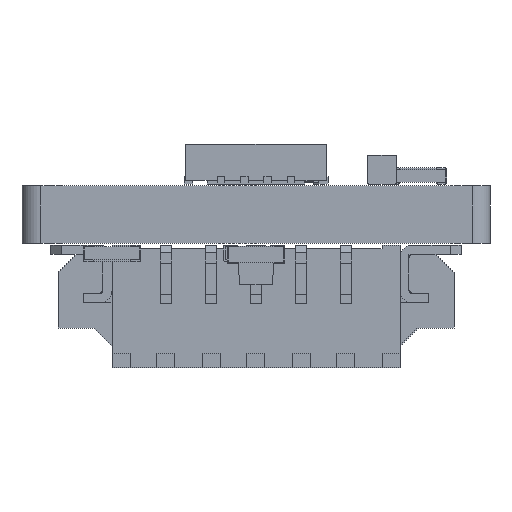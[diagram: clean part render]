
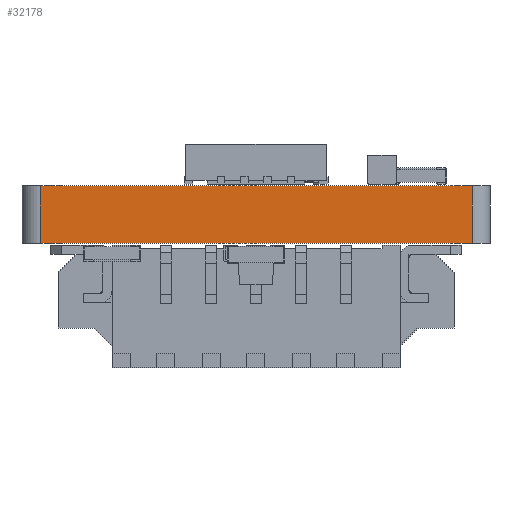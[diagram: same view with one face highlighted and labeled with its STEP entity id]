
A CAD part, front view. The second image highlights one B-rep face of the part: STEP entity #32178.
In plain terms, the highlighted planar face has unit normal (0, -1, 0).
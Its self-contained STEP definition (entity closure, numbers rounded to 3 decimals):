
#31310 = PLANE('',#31311);
#31311 = AXIS2_PLACEMENT_3D('',#31312,#31313,#31314);
#31312 = CARTESIAN_POINT('',(36.5,-35.5,1.6));
#31313 = DIRECTION('',(0.,0.,1.));
#31314 = DIRECTION('',(1.,0.,-0.));
#31364 = PLANE('',#31365);
#31365 = AXIS2_PLACEMENT_3D('',#31366,#31367,#31368);
#31366 = CARTESIAN_POINT('',(36.5,-35.5,0.));
#31367 = DIRECTION('',(0.,0.,1.));
#31368 = DIRECTION('',(1.,0.,-0.));
#31671 = VERTEX_POINT('',#31672);
#31672 = CARTESIAN_POINT('',(30.5,-41.,0.));
#31687 = CYLINDRICAL_SURFACE('',#31688,0.5);
#31688 = AXIS2_PLACEMENT_3D('',#31689,#31690,#31691);
#31689 = CARTESIAN_POINT('',(30.5,-40.5,0.));
#31690 = DIRECTION('',(-0.,-0.,-1.));
#31691 = DIRECTION('',(1.,0.,-0.));
#31699 = EDGE_CURVE('',#31671,#31700,#31702,.T.);
#31700 = VERTEX_POINT('',#31701);
#31701 = CARTESIAN_POINT('',(42.5,-41.,0.));
#31702 = SURFACE_CURVE('',#31703,(#31707,#31714),.PCURVE_S1.);
#31703 = LINE('',#31704,#31705);
#31704 = CARTESIAN_POINT('',(30.5,-41.,0.));
#31705 = VECTOR('',#31706,1.);
#31706 = DIRECTION('',(1.,0.,0.));
#31707 = PCURVE('',#31364,#31708);
#31708 = DEFINITIONAL_REPRESENTATION('',(#31709),#31713);
#31709 = LINE('',#31710,#31711);
#31710 = CARTESIAN_POINT('',(-6.,-5.5));
#31711 = VECTOR('',#31712,1.);
#31712 = DIRECTION('',(1.,0.));
#31713 = ( GEOMETRIC_REPRESENTATION_CONTEXT(2) 
PARAMETRIC_REPRESENTATION_CONTEXT() REPRESENTATION_CONTEXT('2D SPACE',''
  ) );
#31714 = PCURVE('',#31715,#31720);
#31715 = PLANE('',#31716);
#31716 = AXIS2_PLACEMENT_3D('',#31717,#31718,#31719);
#31717 = CARTESIAN_POINT('',(30.5,-41.,0.));
#31718 = DIRECTION('',(0.,1.,0.));
#31719 = DIRECTION('',(1.,0.,0.));
#31720 = DEFINITIONAL_REPRESENTATION('',(#31721),#31725);
#31721 = LINE('',#31722,#31723);
#31722 = CARTESIAN_POINT('',(0.,0.));
#31723 = VECTOR('',#31724,1.);
#31724 = DIRECTION('',(1.,0.));
#31725 = ( GEOMETRIC_REPRESENTATION_CONTEXT(2) 
PARAMETRIC_REPRESENTATION_CONTEXT() REPRESENTATION_CONTEXT('2D SPACE',''
  ) );
#31744 = CYLINDRICAL_SURFACE('',#31745,0.5);
#31745 = AXIS2_PLACEMENT_3D('',#31746,#31747,#31748);
#31746 = CARTESIAN_POINT('',(42.5,-40.5,0.));
#31747 = DIRECTION('',(-0.,-0.,-1.));
#31748 = DIRECTION('',(1.,0.,-0.));
#31935 = VERTEX_POINT('',#31936);
#31936 = CARTESIAN_POINT('',(30.5,-41.,1.6));
#31958 = EDGE_CURVE('',#31935,#31959,#31961,.T.);
#31959 = VERTEX_POINT('',#31960);
#31960 = CARTESIAN_POINT('',(42.5,-41.,1.6));
#31961 = SURFACE_CURVE('',#31962,(#31966,#31973),.PCURVE_S1.);
#31962 = LINE('',#31963,#31964);
#31963 = CARTESIAN_POINT('',(30.5,-41.,1.6));
#31964 = VECTOR('',#31965,1.);
#31965 = DIRECTION('',(1.,0.,0.));
#31966 = PCURVE('',#31310,#31967);
#31967 = DEFINITIONAL_REPRESENTATION('',(#31968),#31972);
#31968 = LINE('',#31969,#31970);
#31969 = CARTESIAN_POINT('',(-6.,-5.5));
#31970 = VECTOR('',#31971,1.);
#31971 = DIRECTION('',(1.,0.));
#31972 = ( GEOMETRIC_REPRESENTATION_CONTEXT(2) 
PARAMETRIC_REPRESENTATION_CONTEXT() REPRESENTATION_CONTEXT('2D SPACE',''
  ) );
#31973 = PCURVE('',#31715,#31974);
#31974 = DEFINITIONAL_REPRESENTATION('',(#31975),#31979);
#31975 = LINE('',#31976,#31977);
#31976 = CARTESIAN_POINT('',(0.,-1.6));
#31977 = VECTOR('',#31978,1.);
#31978 = DIRECTION('',(1.,0.));
#31979 = ( GEOMETRIC_REPRESENTATION_CONTEXT(2) 
PARAMETRIC_REPRESENTATION_CONTEXT() REPRESENTATION_CONTEXT('2D SPACE',''
  ) );
#32155 = EDGE_CURVE('',#31700,#31959,#32156,.T.);
#32156 = SURFACE_CURVE('',#32157,(#32161,#32168),.PCURVE_S1.);
#32157 = LINE('',#32158,#32159);
#32158 = CARTESIAN_POINT('',(42.5,-41.,0.));
#32159 = VECTOR('',#32160,1.);
#32160 = DIRECTION('',(0.,0.,1.));
#32161 = PCURVE('',#31744,#32162);
#32162 = DEFINITIONAL_REPRESENTATION('',(#32163),#32167);
#32163 = LINE('',#32164,#32165);
#32164 = CARTESIAN_POINT('',(-4.712,0.));
#32165 = VECTOR('',#32166,1.);
#32166 = DIRECTION('',(-0.,-1.));
#32167 = ( GEOMETRIC_REPRESENTATION_CONTEXT(2) 
PARAMETRIC_REPRESENTATION_CONTEXT() REPRESENTATION_CONTEXT('2D SPACE',''
  ) );
#32168 = PCURVE('',#31715,#32169);
#32169 = DEFINITIONAL_REPRESENTATION('',(#32170),#32174);
#32170 = LINE('',#32171,#32172);
#32171 = CARTESIAN_POINT('',(12.,0.));
#32172 = VECTOR('',#32173,1.);
#32173 = DIRECTION('',(0.,-1.));
#32174 = ( GEOMETRIC_REPRESENTATION_CONTEXT(2) 
PARAMETRIC_REPRESENTATION_CONTEXT() REPRESENTATION_CONTEXT('2D SPACE',''
  ) );
#32178 = ADVANCED_FACE('',(#32179),#31715,.F.);
#32179 = FACE_BOUND('',#32180,.F.);
#32180 = EDGE_LOOP('',(#32181,#32202,#32203,#32204));
#32181 = ORIENTED_EDGE('',*,*,#32182,.T.);
#32182 = EDGE_CURVE('',#31671,#31935,#32183,.T.);
#32183 = SURFACE_CURVE('',#32184,(#32188,#32195),.PCURVE_S1.);
#32184 = LINE('',#32185,#32186);
#32185 = CARTESIAN_POINT('',(30.5,-41.,0.));
#32186 = VECTOR('',#32187,1.);
#32187 = DIRECTION('',(0.,0.,1.));
#32188 = PCURVE('',#31715,#32189);
#32189 = DEFINITIONAL_REPRESENTATION('',(#32190),#32194);
#32190 = LINE('',#32191,#32192);
#32191 = CARTESIAN_POINT('',(0.,0.));
#32192 = VECTOR('',#32193,1.);
#32193 = DIRECTION('',(0.,-1.));
#32194 = ( GEOMETRIC_REPRESENTATION_CONTEXT(2) 
PARAMETRIC_REPRESENTATION_CONTEXT() REPRESENTATION_CONTEXT('2D SPACE',''
  ) );
#32195 = PCURVE('',#31687,#32196);
#32196 = DEFINITIONAL_REPRESENTATION('',(#32197),#32201);
#32197 = LINE('',#32198,#32199);
#32198 = CARTESIAN_POINT('',(-4.712,0.));
#32199 = VECTOR('',#32200,1.);
#32200 = DIRECTION('',(-0.,-1.));
#32201 = ( GEOMETRIC_REPRESENTATION_CONTEXT(2) 
PARAMETRIC_REPRESENTATION_CONTEXT() REPRESENTATION_CONTEXT('2D SPACE',''
  ) );
#32202 = ORIENTED_EDGE('',*,*,#31958,.T.);
#32203 = ORIENTED_EDGE('',*,*,#32155,.F.);
#32204 = ORIENTED_EDGE('',*,*,#31699,.F.);
